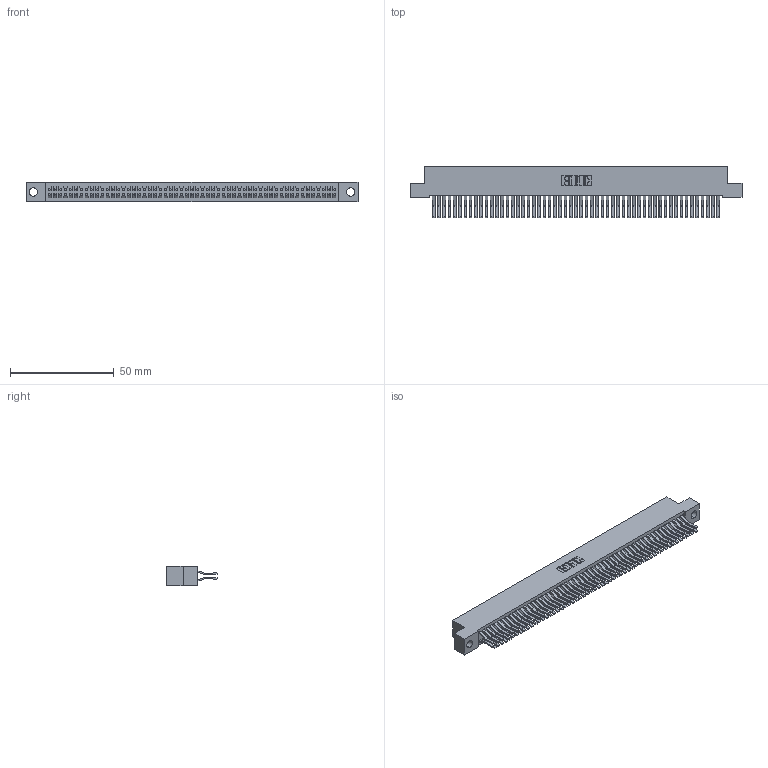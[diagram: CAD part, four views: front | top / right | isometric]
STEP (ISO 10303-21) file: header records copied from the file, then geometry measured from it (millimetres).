
FILE_DESCRIPTION (( 'STEP AP203' ), '1' );
FILE_NAME ('342-110-560-204.STEP', '2019-10-04T20:40:04', ( '' ), ( '' ), 'SwSTEP 2.0', 'SolidWorks 2016', '' );
FILE_SCHEMA (( 'CONFIG_CONTROL_DESIGN' ));
Length unit declared in the file: inch
Products named in the file (3): 342 Part_.156 TH; 345-292-001_560 Tail; 342-110-560-204
Assembly tree (111 placements, depth 2):
  342-110-560-204
    342 Part_.156 TH
    345-292-001_560 Tail  x110
Bounding box: 160.02 x 24.78 x 9.4 mm (x, y, z)
Volume: 15074.5 mm3; surface area: 26413.7 mm2
Topology: 111 solids, 111 shells, 6050 faces, 18009 edges, 11858 vertices
Faces by surface type: plane 4026, cylinder 2024
Entity records: 33661 total; most frequent: CARTESIAN_POINT 5562, ORIENTED_EDGE 5498, DIRECTION 4733, EDGE_CURVE 2749, LINE 2617, VECTOR 2617, VERTEX_POINT 1830, AXIS2_PLACEMENT_3D 1058
